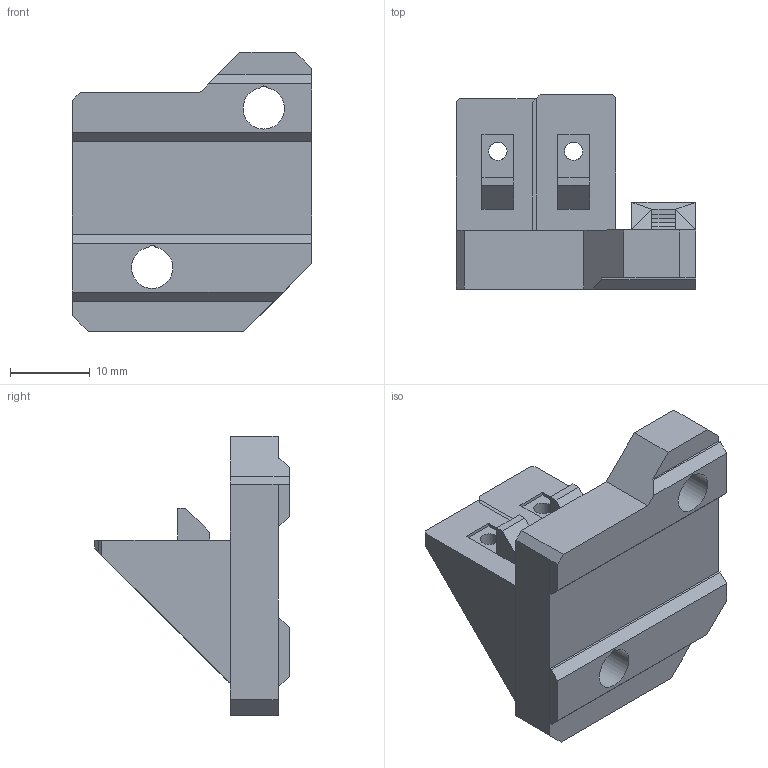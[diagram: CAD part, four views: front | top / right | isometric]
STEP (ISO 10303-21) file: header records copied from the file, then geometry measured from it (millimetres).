
FILE_DESCRIPTION(('FreeCAD Model'),'2;1');
FILE_NAME('y-end-stop-mounter.step','2020-04-13T20:24:12',('Author'),(''), 'Open CASCADE STEP processor 7.3','FreeCAD','Unknown');
FILE_SCHEMA(('AUTOMOTIVE_DESIGN { 1 0 10303 214 1 1 1 1 }'));
Length unit declared in the file: millimetre
Products named in the file (1): Cut024
Bounding box: 30 x 24.4 x 35 mm (x, y, z)
Volume: 8380.8 mm3; surface area: 4177 mm2
Topology: 1 solids, 1 shells, 112 faces, 283 edges, 174 vertices
Faces by surface type: plane 98, cylinder 14
Full cylindrical faces by diameter (mm): 2.3 x2
Entity records: 7767 total; most frequent: CARTESIAN_POINT 1336, DIRECTION 1013, LINE 677, VECTOR 677, ORIENTED_EDGE 566, PCURVE 566, DEFINITIONAL_REPRESENTATION 566, EDGE_CURVE 283
